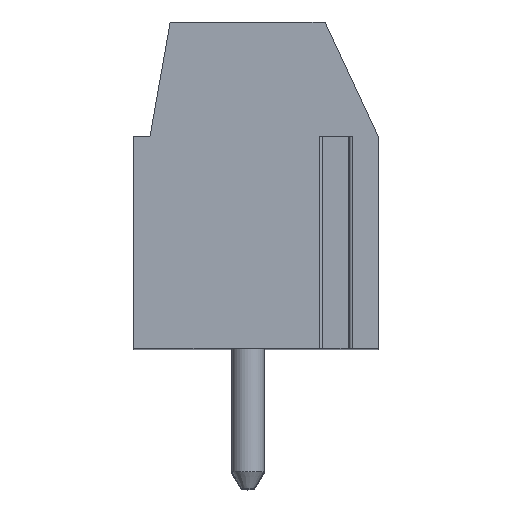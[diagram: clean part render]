
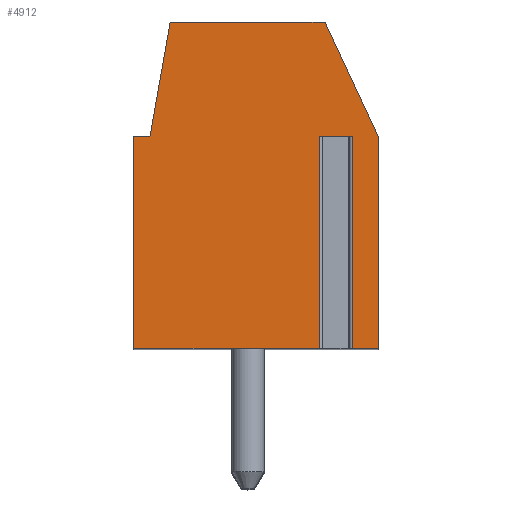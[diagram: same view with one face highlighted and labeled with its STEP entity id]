
A CAD part, top view. The second image highlights one B-rep face of the part: STEP entity #4912.
In plain terms, the highlighted planar face has unit normal (0, 0, 1).
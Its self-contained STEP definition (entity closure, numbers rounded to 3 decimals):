
#221=DIRECTION('',(-1.,0.,0.));
#222=VECTOR('',#221,0.996);
#223=CARTESIAN_POINT('',(2.948,1.5,27.5));
#224=LINE('',#223,#222);
#225=DIRECTION('',(0.,-1.,0.));
#226=VECTOR('',#225,6.5);
#227=CARTESIAN_POINT('',(1.952,1.5,27.5));
#228=LINE('',#227,#226);
#229=DIRECTION('',(1.,0.,0.));
#230=VECTOR('',#229,5.702);
#231=CARTESIAN_POINT('',(-3.75,-5.,27.5));
#232=LINE('',#231,#230);
#233=DIRECTION('',(0.,-1.,0.));
#234=VECTOR('',#233,6.5);
#235=CARTESIAN_POINT('',(-3.75,1.5,27.5));
#236=LINE('',#235,#234);
#237=DIRECTION('',(-1.,0.,0.));
#238=VECTOR('',#237,0.5);
#239=CARTESIAN_POINT('',(-3.25,1.5,27.5));
#240=LINE('',#239,#238);
#241=DIRECTION('',(-0.174,-0.985,0.));
#242=VECTOR('',#241,3.554);
#243=CARTESIAN_POINT('',(-2.633,5.,27.5));
#244=LINE('',#243,#242);
#245=DIRECTION('',(-1.,0.,0.));
#246=VECTOR('',#245,4.751);
#247=CARTESIAN_POINT('',(2.118,5.,27.5));
#248=LINE('',#247,#246);
#249=DIRECTION('',(-0.423,0.906,0.));
#250=VECTOR('',#249,3.862);
#251=CARTESIAN_POINT('',(3.75,1.5,27.5));
#252=LINE('',#251,#250);
#253=DIRECTION('',(0.,1.,0.));
#254=VECTOR('',#253,6.5);
#255=CARTESIAN_POINT('',(3.75,-5.,27.5));
#256=LINE('',#255,#254);
#257=DIRECTION('',(1.,0.,0.));
#258=VECTOR('',#257,0.802);
#259=CARTESIAN_POINT('',(2.948,-5.,27.5));
#260=LINE('',#259,#258);
#261=DIRECTION('',(0.,-1.,0.));
#262=VECTOR('',#261,6.5);
#263=CARTESIAN_POINT('',(2.948,1.5,27.5));
#264=LINE('',#263,#262);
#3727=CARTESIAN_POINT('',(3.75,-5.,27.5));
#3728=CARTESIAN_POINT('',(3.75,1.5,27.5));
#3729=VERTEX_POINT('',#3727);
#3730=VERTEX_POINT('',#3728);
#3731=CARTESIAN_POINT('',(2.118,5.,27.5));
#3732=VERTEX_POINT('',#3731);
#3733=CARTESIAN_POINT('',(-2.633,5.,27.5));
#3734=VERTEX_POINT('',#3733);
#3735=CARTESIAN_POINT('',(-3.25,1.5,27.5));
#3736=VERTEX_POINT('',#3735);
#3737=CARTESIAN_POINT('',(-3.75,1.5,27.5));
#3738=VERTEX_POINT('',#3737);
#3739=CARTESIAN_POINT('',(-3.75,-5.,27.5));
#3740=VERTEX_POINT('',#3739);
#3785=CARTESIAN_POINT('',(2.948,1.5,27.5));
#3786=CARTESIAN_POINT('',(1.952,1.5,27.5));
#3787=VERTEX_POINT('',#3785);
#3788=VERTEX_POINT('',#3786);
#3789=CARTESIAN_POINT('',(2.948,-5.,27.5));
#3790=VERTEX_POINT('',#3789);
#3791=CARTESIAN_POINT('',(1.952,-5.,27.5));
#3792=VERTEX_POINT('',#3791);
#4886=CARTESIAN_POINT('',(0.,0.,27.5));
#4887=DIRECTION('',(0.,0.,1.));
#4888=DIRECTION('',(1.,0.,0.));
#4889=AXIS2_PLACEMENT_3D('',#4886,#4887,#4888);
#4890=PLANE('',#4889);
#4892=ORIENTED_EDGE('',*,*,#4891,.T.);
#4894=ORIENTED_EDGE('',*,*,#4893,.T.);
#4895=ORIENTED_EDGE('',*,*,#4818,.F.);
#4897=ORIENTED_EDGE('',*,*,#4896,.F.);
#4899=ORIENTED_EDGE('',*,*,#4898,.F.);
#4901=ORIENTED_EDGE('',*,*,#4900,.F.);
#4903=ORIENTED_EDGE('',*,*,#4902,.F.);
#4905=ORIENTED_EDGE('',*,*,#4904,.F.);
#4907=ORIENTED_EDGE('',*,*,#4906,.F.);
#4908=ORIENTED_EDGE('',*,*,#4797,.F.);
#4909=ORIENTED_EDGE('',*,*,#4876,.F.);
#4910=EDGE_LOOP('',(#4892,#4894,#4895,#4897,#4899,#4901,#4903,#4905,#4907,#4908,
#4909));
#4911=FACE_OUTER_BOUND('',#4910,.F.);
#4797=EDGE_CURVE('',#3790,#3729,#260,.T.);
#4818=EDGE_CURVE('',#3740,#3792,#232,.T.);
#4876=EDGE_CURVE('',#3787,#3790,#264,.T.);
#4891=EDGE_CURVE('',#3787,#3788,#224,.T.);
#4893=EDGE_CURVE('',#3788,#3792,#228,.T.);
#4896=EDGE_CURVE('',#3738,#3740,#236,.T.);
#4898=EDGE_CURVE('',#3736,#3738,#240,.T.);
#4900=EDGE_CURVE('',#3734,#3736,#244,.T.);
#4902=EDGE_CURVE('',#3732,#3734,#248,.T.);
#4904=EDGE_CURVE('',#3730,#3732,#252,.T.);
#4906=EDGE_CURVE('',#3729,#3730,#256,.T.);
#4912=ADVANCED_FACE('',(#4911),#4890,.T.);
